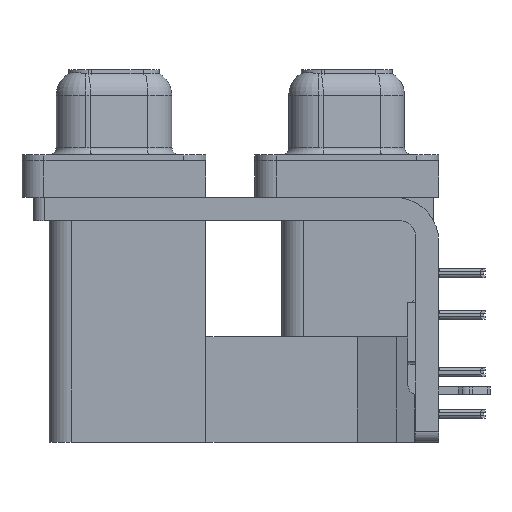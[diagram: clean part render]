
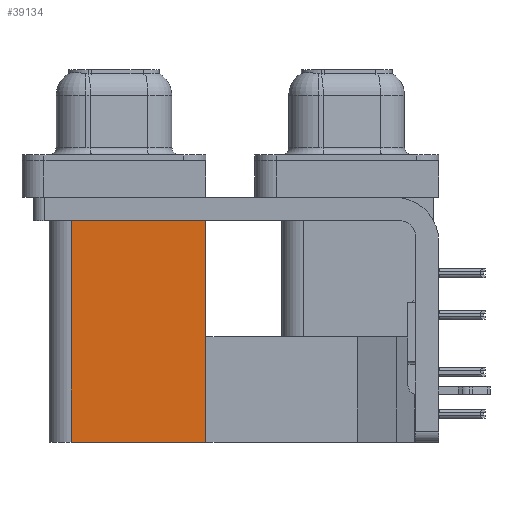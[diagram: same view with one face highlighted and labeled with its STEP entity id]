
A CAD part, left-side view. The second image highlights one B-rep face of the part: STEP entity #39134.
In plain terms, the highlighted planar face has unit normal (-1, 0, 0).
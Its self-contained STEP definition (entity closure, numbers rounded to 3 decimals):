
#1 = EDGE_LOOP ( 'NONE', ( #35969, #40605, #39164, #34717 ) ) ;
#2705 = DIRECTION ( 'NONE',  ( 1., 0., 0. ) ) ;
#3232 = VECTOR ( 'NONE', #5102, 1000. ) ;
#3337 = CARTESIAN_POINT ( 'NONE',  ( 3.79, 9.6, -19.2 ) ) ;
#4156 = VERTEX_POINT ( 'NONE', #18859 ) ;
#5102 = DIRECTION ( 'NONE',  ( 0., 1., 0. ) ) ;
#10086 = CARTESIAN_POINT ( 'NONE',  ( 3.79, 18.8, -2.5 ) ) ;
#10626 = FACE_OUTER_BOUND ( 'NONE', #1, .T. ) ;
#13196 = VERTEX_POINT ( 'NONE', #22040 ) ;
#16446 = VECTOR ( 'NONE', #17282, 1000. ) ;
#17282 = DIRECTION ( 'NONE',  ( 0., 1., 0. ) ) ;
#17376 = DIRECTION ( 'NONE',  ( 0., 0., 1. ) ) ;
#17494 = LINE ( 'NONE', #36373, #16446 ) ;
#18387 = EDGE_CURVE ( 'NONE', #13196, #35486, #23001, .T. ) ;
#18859 = CARTESIAN_POINT ( 'NONE',  ( 3.79, 9.6, -19.2 ) ) ;
#20309 = CARTESIAN_POINT ( 'NONE',  ( 3.79, 9.6, -19.2 ) ) ;
#21539 = CARTESIAN_POINT ( 'NONE',  ( 3.79, 9.6, -2.5 ) ) ;
#22040 = CARTESIAN_POINT ( 'NONE',  ( 3.79, 18.8, -19.2 ) ) ;
#23001 = LINE ( 'NONE', #36208, #28784 ) ;
#23515 = EDGE_CURVE ( 'NONE', #4156, #23641, #36257, .T. ) ;
#23641 = VERTEX_POINT ( 'NONE', #21539 ) ;
#24409 = EDGE_CURVE ( 'NONE', #4156, #13196, #34622, .T. ) ;
#25924 = DIRECTION ( 'NONE',  ( 0., 0., 1. ) ) ;
#28784 = VECTOR ( 'NONE', #25924, 1000. ) ;
#28911 = PLANE ( 'NONE',  #30546 ) ;
#30546 = AXIS2_PLACEMENT_3D ( 'NONE', #3337, #2705, #34776 ) ;
#30658 = CARTESIAN_POINT ( 'NONE',  ( 3.79, 9.6, -19.2 ) ) ;
#34622 = LINE ( 'NONE', #30658, #3232 ) ;
#34717 = ORIENTED_EDGE ( 'NONE', *, *, #23515, .T. ) ;
#34776 = DIRECTION ( 'NONE',  ( 0., 1., 0. ) ) ;
#35486 = VERTEX_POINT ( 'NONE', #10086 ) ;
#35969 = ORIENTED_EDGE ( 'NONE', *, *, #36520, .T. ) ;
#36208 = CARTESIAN_POINT ( 'NONE',  ( 3.79, 18.8, -19.2 ) ) ;
#36257 = LINE ( 'NONE', #20309, #36318 ) ;
#36318 = VECTOR ( 'NONE', #17376, 1000. ) ;
#36373 = CARTESIAN_POINT ( 'NONE',  ( 3.79, 9.6, -2.5 ) ) ;
#36520 = EDGE_CURVE ( 'NONE', #23641, #35486, #17494, .T. ) ;
#39134 = ADVANCED_FACE ( 'NONE', ( #10626 ), #28911, .F. ) ;
#39164 = ORIENTED_EDGE ( 'NONE', *, *, #24409, .F. ) ;
#40605 = ORIENTED_EDGE ( 'NONE', *, *, #18387, .F. ) ;
